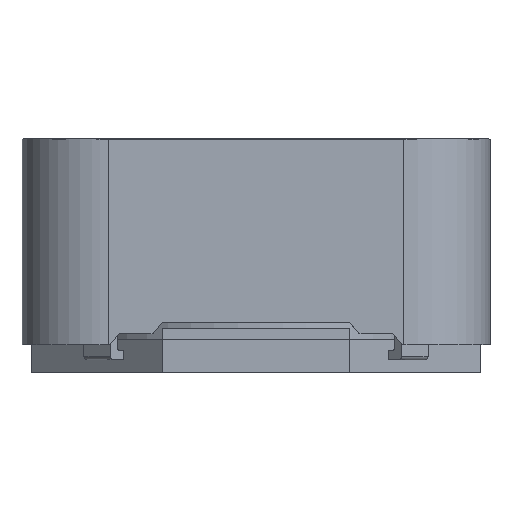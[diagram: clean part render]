
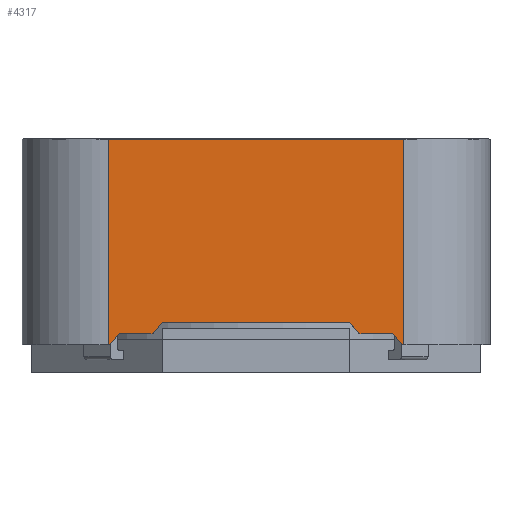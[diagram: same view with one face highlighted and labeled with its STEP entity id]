
A CAD part, front view. The second image highlights one B-rep face of the part: STEP entity #4317.
In plain terms, the highlighted free-form (B-spline) face has degree [1, 1] with [2, 2] control points.
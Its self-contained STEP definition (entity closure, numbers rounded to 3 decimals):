
#2554=CARTESIAN_POINT('',(-3.95,-6.25,6.25));
#2555=VERTEX_POINT('',#2554);
#2556=CARTESIAN_POINT('',(3.95,-6.25,6.25));
#2557=VERTEX_POINT('',#2556);
#2558=CARTESIAN_POINT('',(-3.95,-6.25,6.25));
#2559=CARTESIAN_POINT('',(3.95,-6.25,6.25));
#2560=B_SPLINE_CURVE_WITH_KNOTS('',1,(#2558,#2559),.POLYLINE_FORM.,.F.,.U.,(2,2),(0.,1.),.UNSPECIFIED.);
#2561=EDGE_CURVE('',#2555,#2557,#2560,.T.);
#4224=CARTESIAN_POINT('',(3.95,-6.25,0.75));
#4225=VERTEX_POINT('',#4224);
#4232=CARTESIAN_POINT('',(3.95,-6.25,6.25));
#4233=CARTESIAN_POINT('',(3.95,-6.25,0.75));
#4234=B_SPLINE_CURVE_WITH_KNOTS('',1,(#4232,#4233),.POLYLINE_FORM.,.F.,.U.,(2,2),(0.,1.),.UNSPECIFIED.);
#4235=EDGE_CURVE('',#2557,#4225,#4234,.T.);
#4240=CARTESIAN_POINT('',(-3.95,-6.25,6.25));
#4241=CARTESIAN_POINT('',(-3.95,-6.25,0.75));
#4242=CARTESIAN_POINT('',(3.95,-6.25,6.25));
#4243=CARTESIAN_POINT('',(3.95,-6.25,0.75));
#4244=B_SPLINE_SURFACE_WITH_KNOTS('',1,1,((#4240,#4241),(#4242,#4243)),.PLANE_SURF.,.F.,.F.,.U.,(2,2),(2,2),(0.,1.),(0.,1.),.UNSPECIFIED.);
#4245=ORIENTED_EDGE('',*,*,#2561,.T.);
#4246=ORIENTED_EDGE('',*,*,#4235,.T.);
#4247=CARTESIAN_POINT('',(3.9,-6.25,0.75));
#4248=VERTEX_POINT('',#4247);
#4249=CARTESIAN_POINT('',(3.9,-6.25,0.75));
#4250=CARTESIAN_POINT('',(3.95,-6.25,0.75));
#4251=B_SPLINE_CURVE_WITH_KNOTS('',1,(#4249,#4250),.POLYLINE_FORM.,.F.,.U.,(2,2),(0.994,1.),.UNSPECIFIED.);
#4252=EDGE_CURVE('',#4248,#4225,#4251,.T.);
#4253=ORIENTED_EDGE('',*,*,#4252,.F.);
#4254=CARTESIAN_POINT('',(3.65,-6.25,1.05));
#4255=VERTEX_POINT('',#4254);
#4256=CARTESIAN_POINT('',(3.9,-6.25,0.75));
#4257=CARTESIAN_POINT('',(3.65,-6.25,1.05));
#4258=B_SPLINE_CURVE_WITH_KNOTS('',1,(#4256,#4257),.POLYLINE_FORM.,.F.,.U.,(2,2),(0.241,0.263),.UNSPECIFIED.);
#4259=EDGE_CURVE('',#4248,#4255,#4258,.T.);
#4260=ORIENTED_EDGE('',*,*,#4259,.T.);
#4261=CARTESIAN_POINT('',(2.75,-6.25,1.05));
#4262=VERTEX_POINT('',#4261);
#4263=CARTESIAN_POINT('',(3.65,-6.25,1.05));
#4264=CARTESIAN_POINT('',(2.75,-6.25,1.05));
#4265=B_SPLINE_CURVE_WITH_KNOTS('',1,(#4263,#4264),.POLYLINE_FORM.,.F.,.U.,(2,2),(0.289,0.341),.UNSPECIFIED.);
#4266=EDGE_CURVE('',#4255,#4262,#4265,.T.);
#4267=ORIENTED_EDGE('',*,*,#4266,.T.);
#4268=CARTESIAN_POINT('',(2.5,-6.25,1.35));
#4269=VERTEX_POINT('',#4268);
#4270=CARTESIAN_POINT('',(2.75,-6.25,1.05));
#4271=CARTESIAN_POINT('',(2.5,-6.25,1.35));
#4272=B_SPLINE_CURVE_WITH_KNOTS('',1,(#4270,#4271),.POLYLINE_FORM.,.F.,.U.,(2,2),(0.297,0.318),.UNSPECIFIED.);
#4273=EDGE_CURVE('',#4262,#4269,#4272,.T.);
#4274=ORIENTED_EDGE('',*,*,#4273,.T.);
#4275=CARTESIAN_POINT('',(-2.5,-6.25,1.35));
#4276=VERTEX_POINT('',#4275);
#4277=CARTESIAN_POINT('',(2.5,-6.25,1.35));
#4278=CARTESIAN_POINT('',(-2.5,-6.25,1.35));
#4279=B_SPLINE_CURVE_WITH_KNOTS('',1,(#4277,#4278),.POLYLINE_FORM.,.F.,.U.,(2,2),(0.357,0.643),.UNSPECIFIED.);
#4280=EDGE_CURVE('',#4269,#4276,#4279,.T.);
#4281=ORIENTED_EDGE('',*,*,#4280,.T.);
#4282=CARTESIAN_POINT('',(-2.75,-6.25,1.05));
#4283=VERTEX_POINT('',#4282);
#4284=CARTESIAN_POINT('',(-2.5,-6.25,1.35));
#4285=CARTESIAN_POINT('',(-2.75,-6.25,1.05));
#4286=B_SPLINE_CURVE_WITH_KNOTS('',1,(#4284,#4285),.POLYLINE_FORM.,.F.,.U.,(2,2),(0.682,0.703),.UNSPECIFIED.);
#4287=EDGE_CURVE('',#4276,#4283,#4286,.T.);
#4288=ORIENTED_EDGE('',*,*,#4287,.T.);
#4289=CARTESIAN_POINT('',(-3.65,-6.25,1.05));
#4290=VERTEX_POINT('',#4289);
#4291=CARTESIAN_POINT('',(-2.75,-6.25,1.05));
#4292=CARTESIAN_POINT('',(-3.65,-6.25,1.05));
#4293=B_SPLINE_CURVE_WITH_KNOTS('',1,(#4291,#4292),.POLYLINE_FORM.,.F.,.U.,(2,2),(0.659,0.711),.UNSPECIFIED.);
#4294=EDGE_CURVE('',#4283,#4290,#4293,.T.);
#4295=ORIENTED_EDGE('',*,*,#4294,.T.);
#4296=CARTESIAN_POINT('',(-3.9,-6.25,0.75));
#4297=VERTEX_POINT('',#4296);
#4298=CARTESIAN_POINT('',(-3.65,-6.25,1.05));
#4299=CARTESIAN_POINT('',(-3.9,-6.25,0.75));
#4300=B_SPLINE_CURVE_WITH_KNOTS('',1,(#4298,#4299),.POLYLINE_FORM.,.F.,.U.,(2,2),(0.737,0.759),.UNSPECIFIED.);
#4301=EDGE_CURVE('',#4290,#4297,#4300,.T.);
#4302=ORIENTED_EDGE('',*,*,#4301,.T.);
#4303=CARTESIAN_POINT('',(-3.95,-6.25,0.75));
#4304=VERTEX_POINT('',#4303);
#4305=CARTESIAN_POINT('',(-3.95,-6.25,0.75));
#4306=CARTESIAN_POINT('',(-3.9,-6.25,0.75));
#4307=B_SPLINE_CURVE_WITH_KNOTS('',1,(#4305,#4306),.POLYLINE_FORM.,.F.,.U.,(2,2),(0.,0.006),.UNSPECIFIED.);
#4308=EDGE_CURVE('',#4304,#4297,#4307,.T.);
#4309=ORIENTED_EDGE('',*,*,#4308,.F.);
#4310=CARTESIAN_POINT('',(-3.95,-6.25,6.25));
#4311=CARTESIAN_POINT('',(-3.95,-6.25,0.75));
#4312=B_SPLINE_CURVE_WITH_KNOTS('',1,(#4310,#4311),.POLYLINE_FORM.,.F.,.U.,(2,2),(0.,1.),.UNSPECIFIED.);
#4313=EDGE_CURVE('',#2555,#4304,#4312,.T.);
#4314=ORIENTED_EDGE('',*,*,#4313,.F.);
#4315=EDGE_LOOP('',(#4245,#4246,#4253,#4260,#4267,#4274,#4281,#4288,#4295,#4302,#4309,#4314));
#4316=FACE_OUTER_BOUND('',#4315,.F.);
#4317=ADVANCED_FACE('',(#4316),#4244,.F.);
